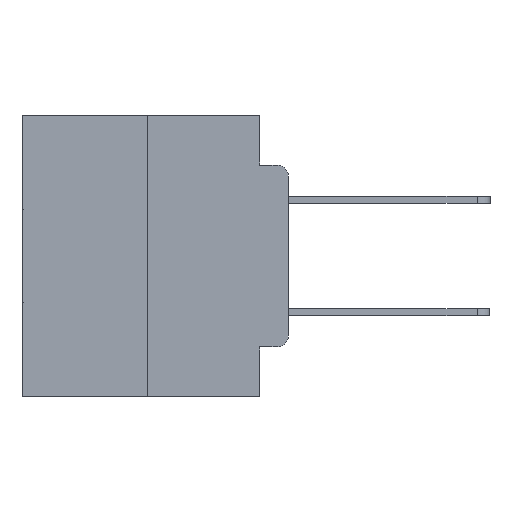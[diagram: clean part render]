
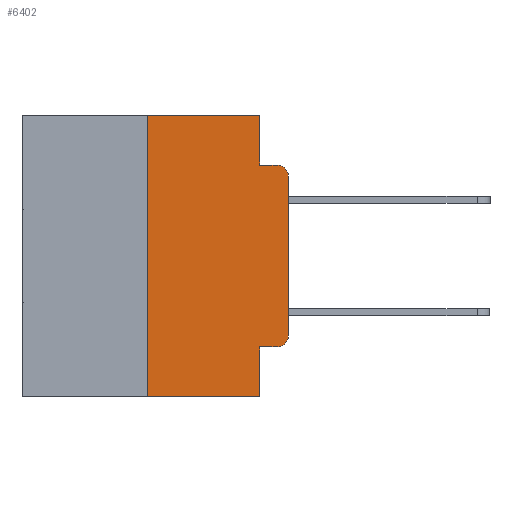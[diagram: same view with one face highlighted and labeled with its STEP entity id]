
A CAD part, left-side view. The second image highlights one B-rep face of the part: STEP entity #6402.
In plain terms, the highlighted planar face has unit normal (-1, 0, 0).
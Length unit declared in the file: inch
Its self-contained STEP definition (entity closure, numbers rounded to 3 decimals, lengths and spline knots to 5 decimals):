
#29 = CARTESIAN_POINT ( 'NONE',  ( 0., 0.02, -0.3915 ) ) ;
#394 = FACE_OUTER_BOUND ( 'NONE', #16088, .T. ) ;
#446 = CARTESIAN_POINT ( 'NONE',  ( 0., 0.25, 0. ) ) ;
#1012 = VECTOR ( 'NONE', #11248, 39.37008 ) ;
#1053 = CARTESIAN_POINT ( 'NONE',  ( 0., 0., -0.3915 ) ) ;
#1228 = ORIENTED_EDGE ( 'NONE', *, *, #26466, .T. ) ;
#1238 = EDGE_CURVE ( 'NONE', #4194, #7145, #11807, .T. ) ;
#1345 = CARTESIAN_POINT ( 'NONE',  ( 0., 0.473, 0. ) ) ;
#1777 = VERTEX_POINT ( 'NONE', #26248 ) ;
#2376 = CARTESIAN_POINT ( 'NONE',  ( 0., 0.051, 0. ) ) ;
#2434 = CARTESIAN_POINT ( 'NONE',  ( 0., 0.02, -0.4115 ) ) ;
#2454 = DIRECTION ( 'NONE',  ( 0., 0., -1. ) ) ;
#3030 = LINE ( 'NONE', #7977, #19650 ) ;
#3100 = ORIENTED_EDGE ( 'NONE', *, *, #15368, .F. ) ;
#3412 = CARTESIAN_POINT ( 'NONE',  ( 0., 0.051, -0.4115 ) ) ;
#3770 = DIRECTION ( 'NONE',  ( 1., 0., 0. ) ) ;
#3931 = CARTESIAN_POINT ( 'NONE',  ( 0., 0.051, -0.5 ) ) ;
#4033 = VERTEX_POINT ( 'NONE', #28576 ) ;
#4194 = VERTEX_POINT ( 'NONE', #4573 ) ;
#4573 = CARTESIAN_POINT ( 'NONE',  ( 0., 0.25, -0.5 ) ) ;
#4604 = VERTEX_POINT ( 'NONE', #2434 ) ;
#4888 = LINE ( 'NONE', #2376, #22713 ) ;
#4981 = EDGE_CURVE ( 'NONE', #22845, #1777, #8178, .T. ) ;
#5354 = AXIS2_PLACEMENT_3D ( 'NONE', #1345, #3770, #19538 ) ;
#5960 = LINE ( 'NONE', #25100, #28666 ) ;
#6003 = ORIENTED_EDGE ( 'NONE', *, *, #1238, .T. ) ;
#6402 = ADVANCED_FACE ( 'NONE', ( #394 ), #15061, .F. ) ;
#6565 = EDGE_CURVE ( 'NONE', #24714, #1777, #26652, .T. ) ;
#6603 = DIRECTION ( 'NONE',  ( 0., 0., 1. ) ) ;
#6742 = VECTOR ( 'NONE', #25841, 39.37008 ) ;
#6939 = LINE ( 'NONE', #20047, #8386 ) ;
#7016 = VERTEX_POINT ( 'NONE', #3412 ) ;
#7145 = VERTEX_POINT ( 'NONE', #3931 ) ;
#7556 = CARTESIAN_POINT ( 'NONE',  ( 0., 0.051, -0.0885 ) ) ;
#7977 = CARTESIAN_POINT ( 'NONE',  ( 0., 0.473, 0. ) ) ;
#8178 = LINE ( 'NONE', #23083, #13444 ) ;
#8386 = VECTOR ( 'NONE', #6603, 39.37008 ) ;
#10526 = VERTEX_POINT ( 'NONE', #446 ) ;
#10603 = ORIENTED_EDGE ( 'NONE', *, *, #19393, .F. ) ;
#11082 = CARTESIAN_POINT ( 'NONE',  ( 0., 0.02, -0.1085 ) ) ;
#11126 = VECTOR ( 'NONE', #23947, 39.37008 ) ;
#11248 = DIRECTION ( 'NONE',  ( 0., -1., 0. ) ) ;
#11488 = EDGE_CURVE ( 'NONE', #7016, #7145, #4888, .T. ) ;
#11807 = LINE ( 'NONE', #27234, #11126 ) ;
#11888 = AXIS2_PLACEMENT_3D ( 'NONE', #29, #16091, #2454 ) ;
#13356 = DIRECTION ( 'NONE',  ( 0., 0., -1. ) ) ;
#13444 = VECTOR ( 'NONE', #27320, 39.37008 ) ;
#13908 = LINE ( 'NONE', #24573, #1012 ) ;
#14439 = EDGE_CURVE ( 'NONE', #4604, #21749, #26329, .T. ) ;
#14472 = ORIENTED_EDGE ( 'NONE', *, *, #23436, .F. ) ;
#15061 = PLANE ( 'NONE',  #5354 ) ;
#15368 = EDGE_CURVE ( 'NONE', #10526, #4033, #3030, .T. ) ;
#16088 = EDGE_LOOP ( 'NONE', ( #22725, #17636, #24067, #14472, #3100, #10603, #6003, #23757, #1228, #19378 ) ) ;
#16091 = DIRECTION ( 'NONE',  ( -1., 0., 0. ) ) ;
#17636 = ORIENTED_EDGE ( 'NONE', *, *, #6565, .T. ) ;
#18256 = DIRECTION ( 'NONE',  ( 0., 0., -1. ) ) ;
#18940 = AXIS2_PLACEMENT_3D ( 'NONE', #11082, #26418, #13356 ) ;
#19378 = ORIENTED_EDGE ( 'NONE', *, *, #14439, .T. ) ;
#19393 = EDGE_CURVE ( 'NONE', #4194, #10526, #24439, .T. ) ;
#19538 = DIRECTION ( 'NONE',  ( 0., 0., -1. ) ) ;
#19566 = EDGE_CURVE ( 'NONE', #21749, #24714, #6939, .T. ) ;
#19650 = VECTOR ( 'NONE', #23495, 39.37008 ) ;
#20047 = CARTESIAN_POINT ( 'NONE',  ( 0., 0., 0. ) ) ;
#21566 = CARTESIAN_POINT ( 'NONE',  ( 0., 0.25, 0. ) ) ;
#21749 = VERTEX_POINT ( 'NONE', #1053 ) ;
#22713 = VECTOR ( 'NONE', #18256, 39.37008 ) ;
#22725 = ORIENTED_EDGE ( 'NONE', *, *, #19566, .T. ) ;
#22845 = VERTEX_POINT ( 'NONE', #7556 ) ;
#23083 = CARTESIAN_POINT ( 'NONE',  ( 0., 0.051, -0.0885 ) ) ;
#23436 = EDGE_CURVE ( 'NONE', #4033, #22845, #5960, .T. ) ;
#23495 = DIRECTION ( 'NONE',  ( 0., -1., 0. ) ) ;
#23757 = ORIENTED_EDGE ( 'NONE', *, *, #11488, .F. ) ;
#23947 = DIRECTION ( 'NONE',  ( 0., -1., 0. ) ) ;
#24067 = ORIENTED_EDGE ( 'NONE', *, *, #4981, .F. ) ;
#24439 = LINE ( 'NONE', #21566, #6742 ) ;
#24573 = CARTESIAN_POINT ( 'NONE',  ( 0., 0.051, -0.4115 ) ) ;
#24714 = VERTEX_POINT ( 'NONE', #27634 ) ;
#25100 = CARTESIAN_POINT ( 'NONE',  ( 0., 0.051, 0. ) ) ;
#25841 = DIRECTION ( 'NONE',  ( 0., 0., 1. ) ) ;
#26248 = CARTESIAN_POINT ( 'NONE',  ( 0., 0.02, -0.0885 ) ) ;
#26329 = CIRCLE ( 'NONE', #11888, 0.02 ) ;
#26418 = DIRECTION ( 'NONE',  ( -1., 0., 0. ) ) ;
#26466 = EDGE_CURVE ( 'NONE', #7016, #4604, #13908, .T. ) ;
#26652 = CIRCLE ( 'NONE', #18940, 0.02 ) ;
#27211 = DIRECTION ( 'NONE',  ( 0., 0., -1. ) ) ;
#27234 = CARTESIAN_POINT ( 'NONE',  ( 0., 0.473, -0.5 ) ) ;
#27320 = DIRECTION ( 'NONE',  ( 0., -1., 0. ) ) ;
#27634 = CARTESIAN_POINT ( 'NONE',  ( 0., 0., -0.1085 ) ) ;
#28576 = CARTESIAN_POINT ( 'NONE',  ( 0., 0.051, 0. ) ) ;
#28666 = VECTOR ( 'NONE', #27211, 39.37008 ) ;
